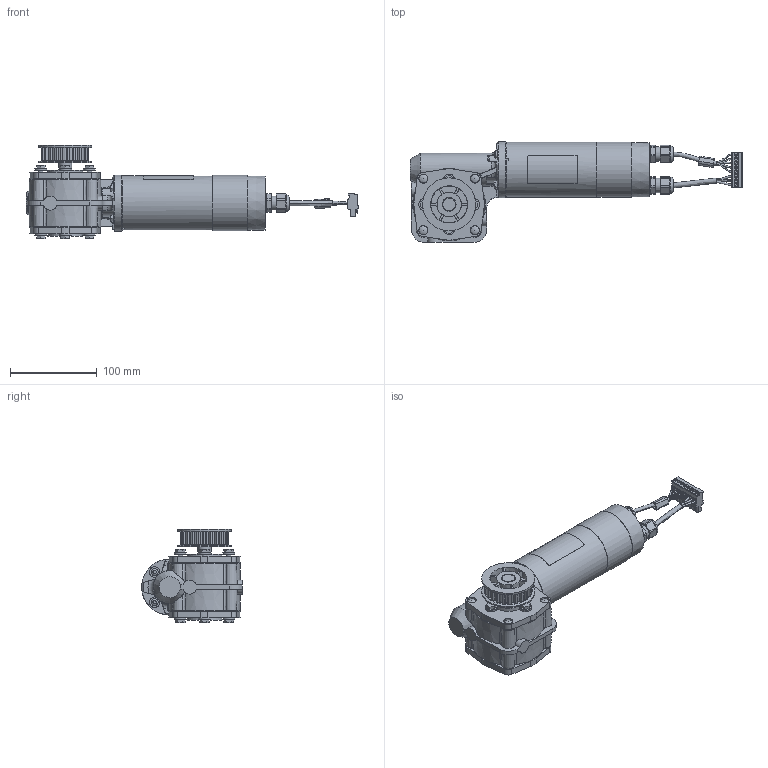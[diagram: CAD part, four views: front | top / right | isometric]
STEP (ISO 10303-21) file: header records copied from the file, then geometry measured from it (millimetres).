
FILE_DESCRIPTION(/* description */ (''),/* implementation_level */ '2;1');
FILE_NAME(/* name */ '6FB1103-0AT11-3MC0_3d.stp',/* time_stamp */ '2020-01-07T09:03:45+01:00',/* author */ ('Naepfel'),/* organization */ ('Siemens'),/* preprocessor_version */ 'ST-DEVELOPER v16.7',/* originating_system */ 'SIEMENS PLM Software NX 12.0',/* authorisation */ '');
FILE_SCHEMA (('AUTOMOTIVE_DESIGN { 1 0 10303 214 3 1 1 1 }'));
Length unit declared in the file: millimetre
Products named in the file (2): A5E48837495A_002; A5E48837468A_002
Assembly tree (1 placements, depth 2):
  A5E48837468A_002
    A5E48837495A_002
Bounding box: 381.93 x 115.75 x 107.55 mm (x, y, z)
Volume: 1111796 mm3; surface area: 121062.1 mm2
Topology: 1 solids, 9 shells, 1048 faces, 2623 edges, 1701 vertices
Faces by surface type: plane 586, cylinder 315, cone 61, bspline 54, torus 16, sphere 12, extrusion 4
Full cylindrical faces by diameter (mm): 4.8 x1, 5.61 x8, 5.8 x1, 6 x4, 6.5 x1, 8 x4, 9 x2, 10 x8, 10.5 x8, 12 x4, 13.8 x8, 15 x2, 16.7 x2, 19 x2, 20 x2, 40 x1, 45 x2, 48 x1, 48.1 x1, 48.2 x1, 61 x2, 63 x1, 63.6 x1, 64.5 x1
Entity records: 43027 total; most frequent: CARTESIAN_POINT 11351, DIRECTION 5013, ORIENTED_EDGE 4946, EDGE_CURVE 2473, AXIS2_PLACEMENT_3D 1920, VERTEX_POINT 1649, EDGE_LOOP 1264, VECTOR 1173
